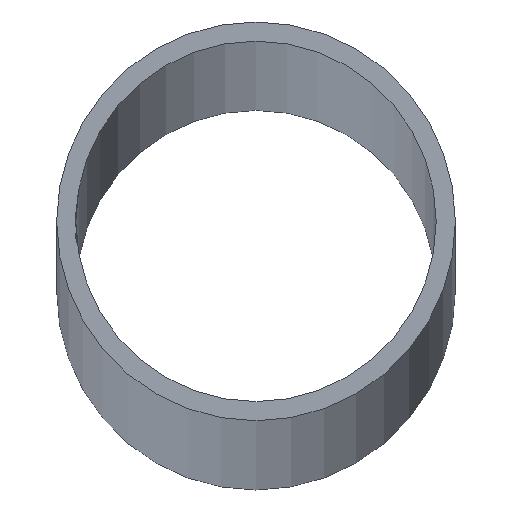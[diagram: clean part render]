
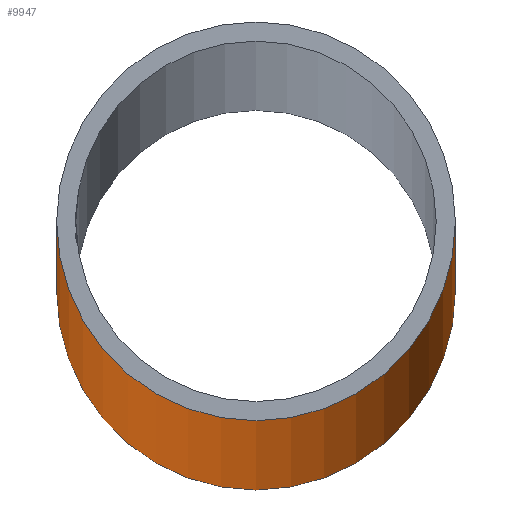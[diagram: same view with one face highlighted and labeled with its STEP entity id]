
A CAD part, top view. The second image highlights one B-rep face of the part: STEP entity #9947.
In plain terms, the highlighted cylindrical face has radius 30.15 mm (diameter 60.3 mm), a partial arc.
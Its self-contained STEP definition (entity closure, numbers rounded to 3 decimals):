
#558 = VECTOR ( 'NONE', #793, 1000. ) ;
#793 = DIRECTION ( 'NONE',  ( 0., 0., 1. ) ) ;
#1399 = DIRECTION ( 'NONE',  ( 0., 0., 1. ) ) ;
#1861 = VERTEX_POINT ( 'NONE', #1893 ) ;
#1893 = CARTESIAN_POINT ( 'NONE',  ( 30.15, 0., 0. ) ) ;
#2241 = EDGE_LOOP ( 'NONE', ( #9703, #5915, #3192, #8386 ) ) ;
#2253 = DIRECTION ( 'NONE',  ( 1., 0., 0. ) ) ;
#2365 = CARTESIAN_POINT ( 'NONE',  ( 0., 0., 0. ) ) ;
#2659 = LINE ( 'NONE', #10787, #558 ) ;
#3030 = CARTESIAN_POINT ( 'NONE',  ( 0., 0., -6000. ) ) ;
#3048 = EDGE_CURVE ( 'NONE', #3413, #7463, #10535, .T. ) ;
#3109 = VECTOR ( 'NONE', #3925, 1000. ) ;
#3192 = ORIENTED_EDGE ( 'NONE', *, *, #8945, .T. ) ;
#3336 = DIRECTION ( 'NONE',  ( 0., 0., 1. ) ) ;
#3413 = VERTEX_POINT ( 'NONE', #5559 ) ;
#3925 = DIRECTION ( 'NONE',  ( 0., 0., 1. ) ) ;
#4125 = FACE_OUTER_BOUND ( 'NONE', #2241, .T. ) ;
#4371 = CARTESIAN_POINT ( 'NONE',  ( -30.15, 0., 0. ) ) ;
#4409 = CIRCLE ( 'NONE', #5493, 30.15 ) ;
#4808 = EDGE_CURVE ( 'NONE', #3413, #5307, #9769, .T. ) ;
#4998 = DIRECTION ( 'NONE',  ( 1., 0., 0. ) ) ;
#5307 = VERTEX_POINT ( 'NONE', #4371 ) ;
#5493 = AXIS2_PLACEMENT_3D ( 'NONE', #2365, #1399, #6412 ) ;
#5559 = CARTESIAN_POINT ( 'NONE',  ( -30.15, 0., -6000. ) ) ;
#5915 = ORIENTED_EDGE ( 'NONE', *, *, #3048, .T. ) ;
#6412 = DIRECTION ( 'NONE',  ( 1., 0., 0. ) ) ;
#6535 = EDGE_CURVE ( 'NONE', #5307, #1861, #4409, .T. ) ;
#7254 = DIRECTION ( 'NONE',  ( 0., 0., 1. ) ) ;
#7463 = VERTEX_POINT ( 'NONE', #10784 ) ;
#8386 = ORIENTED_EDGE ( 'NONE', *, *, #6535, .F. ) ;
#8838 = CARTESIAN_POINT ( 'NONE',  ( -30.15, 0., -6000. ) ) ;
#8945 = EDGE_CURVE ( 'NONE', #7463, #1861, #2659, .T. ) ;
#9236 = CARTESIAN_POINT ( 'NONE',  ( 0., 0., -6000. ) ) ;
#9703 = ORIENTED_EDGE ( 'NONE', *, *, #4808, .F. ) ;
#9769 = LINE ( 'NONE', #8838, #3109 ) ;
#9898 = AXIS2_PLACEMENT_3D ( 'NONE', #3030, #7254, #2253 ) ;
#9947 = ADVANCED_FACE ( 'NONE', ( #4125 ), #10484, .T. ) ;
#10484 = CYLINDRICAL_SURFACE ( 'NONE', #10523, 30.15 ) ;
#10523 = AXIS2_PLACEMENT_3D ( 'NONE', #9236, #3336, #4998 ) ;
#10535 = CIRCLE ( 'NONE', #9898, 30.15 ) ;
#10784 = CARTESIAN_POINT ( 'NONE',  ( 30.15, 0., -6000. ) ) ;
#10787 = CARTESIAN_POINT ( 'NONE',  ( 30.15, 0., -6000. ) ) ;
